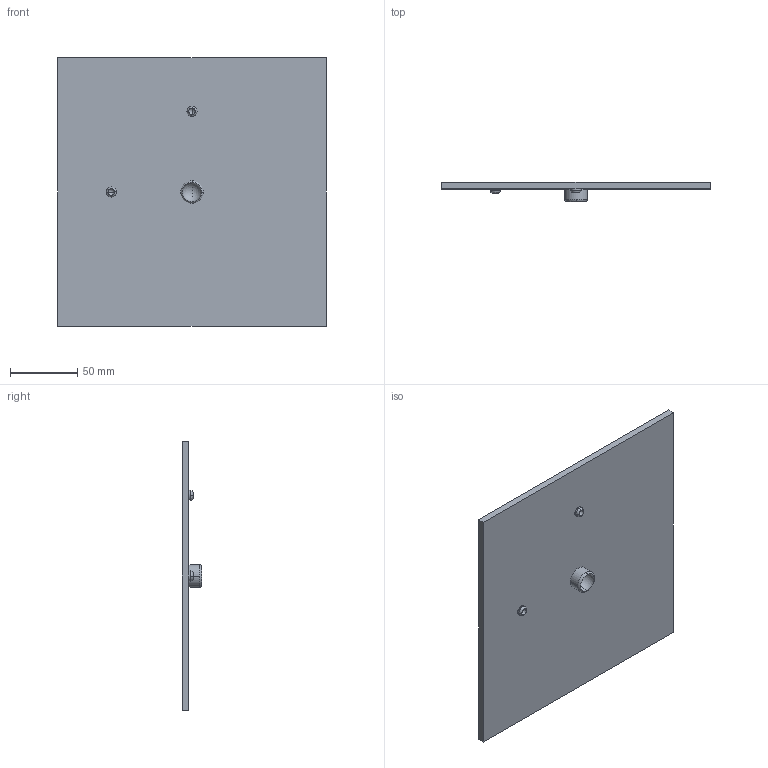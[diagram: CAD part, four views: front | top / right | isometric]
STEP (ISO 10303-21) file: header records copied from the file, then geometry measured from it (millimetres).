
FILE_DESCRIPTION((''),'2;1');
FILE_NAME('BALLSURFACE','2019-08-25T13:03:23',('Chris'),(''),'CREO PARAMETRIC BY PTC INC, 2018500','CREO PARAMETRIC BY PTC INC, 2018500','');
FILE_SCHEMA(('CONFIG_CONTROL_DESIGN'));
Length unit declared in the file: millimetre
Products named in the file (1): BALLSURFACE
Bounding box: 200 x 14.5 x 200 mm (x, y, z)
Volume: 201048.9 mm3; surface area: 84909.4 mm2
Topology: 1 solids, 1 shells, 24 faces, 58 edges, 33 vertices
Faces by surface type: plane 6, cylinder 6, sphere 6, bspline 4, torus 2
Entity records: 788 total; most frequent: CARTESIAN_POINT 205, DIRECTION 126, ORIENTED_EDGE 104, AXIS2_PLACEMENT_3D 54, EDGE_CURVE 52, CIRCLE 34, VERTEX_POINT 33, EDGE_LOOP 27
